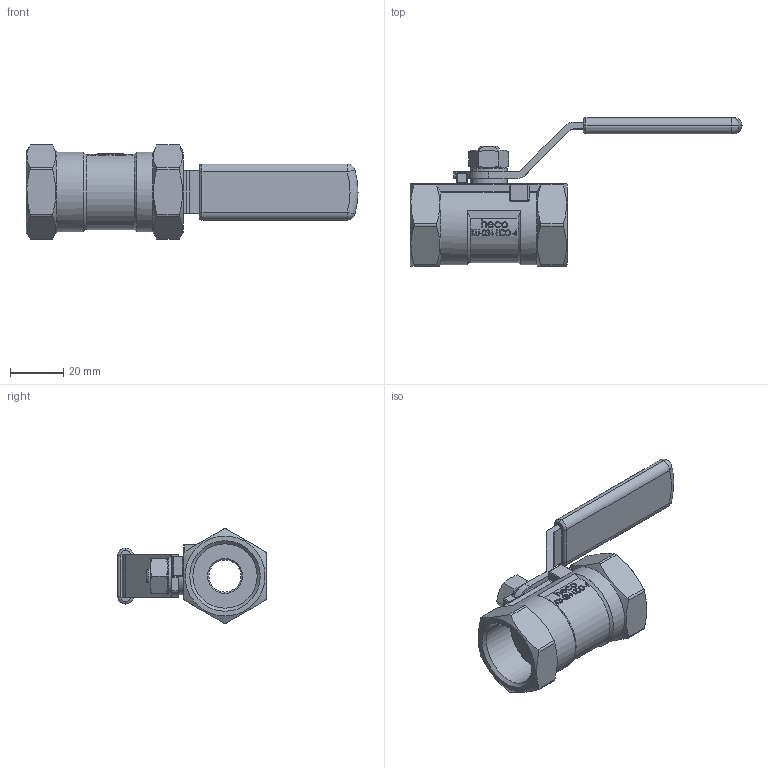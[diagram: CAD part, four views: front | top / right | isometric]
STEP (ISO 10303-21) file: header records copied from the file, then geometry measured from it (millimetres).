
FILE_DESCRIPTION (( 'STEP AP214' ), '1' );
FILE_NAME ('KU-034-ECO-4 Kugelhahn heco step214.STEP', '2011-07-15T12:59:29', ( 'test' ), ( '' ), 'SwSTEP 2.0', 'SolidWorks 2011', '' );
FILE_SCHEMA (( 'AUTOMOTIVE_DESIGN' ));
Length unit declared in the file: millimetre
Products named in the file (1): KU-034-ECO-4 Kugelhahn heco step214
Bounding box: 124.5 x 55.75 x 35.48 mm (x, y, z)
Volume: 37814.7 mm3; surface area: 16342 mm2
Topology: 2 solids, 2 shells, 555 faces, 1439 edges, 921 vertices
Faces by surface type: plane 234, bspline 159, cylinder 102, cone 26, torus 24, sphere 10
Full cylindrical faces by diameter (mm): 12 x1, 14 x2, 24.12 x2
Entity records: 31308 total; most frequent: CARTESIAN_POINT 12925, ORIENTED_EDGE 2820, DIRECTION 1998, EDGE_CURVE 1410, VERTEX_POINT 916, LINE 694, VECTOR 694, AXIS2_PLACEMENT_3D 652
